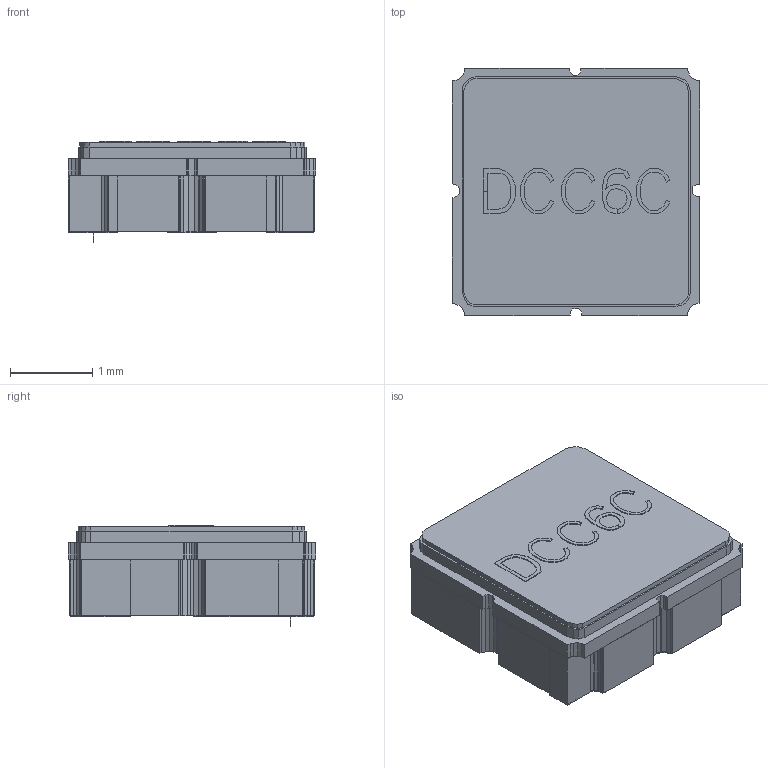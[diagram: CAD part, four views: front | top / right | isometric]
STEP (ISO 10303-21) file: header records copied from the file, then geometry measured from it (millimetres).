
FILE_DESCRIPTION (( 'STEP AP214' ), '1' );
FILE_NAME ('User Library-DCC6C.STEP', '2020-11-03T10:39:30', ( '' ), ( '' ), 'SwSTEP 2.0', 'SolidWorks 2020', '' );
FILE_SCHEMA (( 'AUTOMOTIVE_DESIGN' ));
Length unit declared in the file: millimetre
Products named in the file (34): Extruded24; Extruded15; 453560657; 453560145; 453560785; 453561681; 453560273; 453561169; Extruded21; 453561297; Board3; 453560401; Extruded16; Board2; 453560017; User Library-DCC6C; 453560913; Extruded22; Extruded25; Extruded17; Free-Models3; 453561041; Extruded13; 453560529; Extruded14; 453561553; Extruded18; Extruded19; DCC6C1; Extruded23; Free-Models2; Extruded20
Assembly tree (35 placements, depth 6):
  User Library-DCC6C
    Free-Models2
      DCC6C1
        Free-Models3
          453560529
            Extruded14
          453560657
            Extruded13
          453561169
            Extruded17
          453561297
            Extruded25
          453561297
            Extruded25
          453561297
            Extruded25
          453560017
            Extruded18
          453560273
            Extruded20
          453560401
            Extruded15
          453560145
            Extruded22
          453560913
            Extruded19
          453561041
            Extruded21
          453561553
            Extruded23
          453561681
            Extruded16
          453560785
            Extruded24
        Board2
    Board3
Bounding box: 3 x 3 x 1.23 mm (x, y, z)
Volume: 10.9 mm3; surface area: 96 mm2
Topology: 15 solids, 19 shells, 436 faces, 1204 edges, 804 vertices
Faces by surface type: plane 436
Entity records: 12352 total; most frequent: CARTESIAN_POINT 2065, ORIENTED_EDGE 1968, DIRECTION 1822, EDGE_CURVE 988, VECTOR 988, LINE 988, VERTEX_POINT 660, AXIS2_PLACEMENT_3D 417
